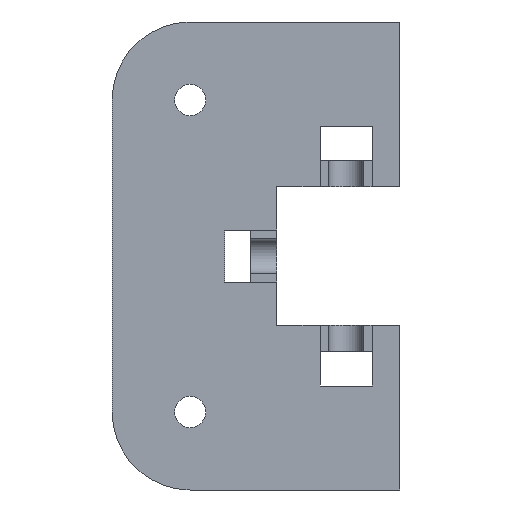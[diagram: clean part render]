
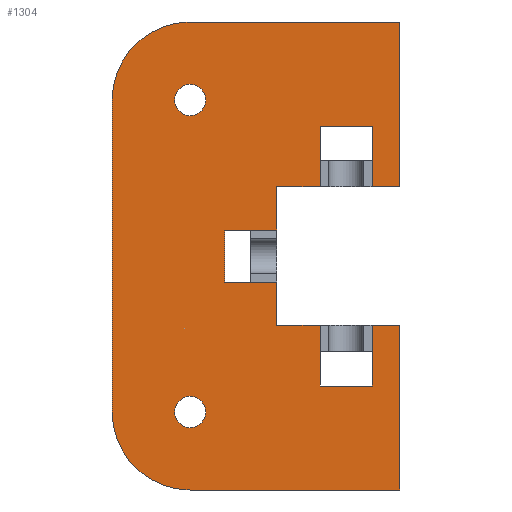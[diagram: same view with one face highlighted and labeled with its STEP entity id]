
A CAD part, front view. The second image highlights one B-rep face of the part: STEP entity #1304.
In plain terms, the highlighted planar face has unit normal (0, -1, 0).
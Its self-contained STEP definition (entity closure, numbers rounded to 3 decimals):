
#36=LINE('',#1859,#197);
#37=LINE('',#1861,#198);
#38=LINE('',#1865,#199);
#39=LINE('',#1869,#200);
#40=LINE('',#1871,#201);
#41=LINE('',#1873,#202);
#42=LINE('',#1875,#203);
#43=LINE('',#1877,#204);
#44=LINE('',#1879,#205);
#45=LINE('',#1881,#206);
#46=LINE('',#1883,#207);
#47=LINE('',#1885,#208);
#48=LINE('',#1887,#209);
#49=LINE('',#1889,#210);
#50=LINE('',#1891,#211);
#51=LINE('',#1893,#212);
#52=LINE('',#1895,#213);
#53=LINE('',#1897,#214);
#54=LINE('',#1899,#215);
#55=LINE('',#1900,#216);
#197=VECTOR('',#1492,47.5);
#198=VECTOR('',#1493,60.5);
#199=VECTOR('',#1496,90.);
#200=VECTOR('',#1499,60.5);
#201=VECTOR('',#1500,47.5);
#202=VECTOR('',#1501,8.);
#203=VECTOR('',#1502,17.5);
#204=VECTOR('',#1503,15.);
#205=VECTOR('',#1504,17.5);
#206=VECTOR('',#1505,12.5);
#207=VECTOR('',#1506,12.5);
#208=VECTOR('',#1507,15.);
#209=VECTOR('',#1508,15.);
#210=VECTOR('',#1509,15.);
#211=VECTOR('',#1510,12.5);
#212=VECTOR('',#1511,12.5);
#213=VECTOR('',#1512,17.5);
#214=VECTOR('',#1513,15.);
#215=VECTOR('',#1514,17.5);
#216=VECTOR('',#1515,8.);
#358=PLANE('',#1379);
#411=FACE_BOUND('',#489,.T.);
#412=FACE_BOUND('',#490,.T.);
#417=FACE_OUTER_BOUND('',#488,.T.);
#488=EDGE_LOOP('',(#898,#899,#900,#901,#902,#903,#904,#905,#906,#907,#908,
#909,#910,#911,#912,#913,#914,#915,#916,#917,#918,#919));
#489=EDGE_LOOP('',(#920));
#490=EDGE_LOOP('',(#921));
#560=CIRCLE('',#1375,4.5);
#562=CIRCLE('',#1378,4.5);
#563=CIRCLE('',#1380,22.5);
#564=CIRCLE('',#1381,22.5);
#576=VERTEX_POINT('',#1849);
#578=VERTEX_POINT('',#1854);
#579=VERTEX_POINT('',#1857);
#580=VERTEX_POINT('',#1858);
#581=VERTEX_POINT('',#1860);
#582=VERTEX_POINT('',#1862);
#583=VERTEX_POINT('',#1864);
#584=VERTEX_POINT('',#1866);
#585=VERTEX_POINT('',#1868);
#586=VERTEX_POINT('',#1870);
#587=VERTEX_POINT('',#1872);
#588=VERTEX_POINT('',#1874);
#589=VERTEX_POINT('',#1876);
#590=VERTEX_POINT('',#1878);
#591=VERTEX_POINT('',#1880);
#592=VERTEX_POINT('',#1882);
#593=VERTEX_POINT('',#1884);
#594=VERTEX_POINT('',#1886);
#595=VERTEX_POINT('',#1888);
#596=VERTEX_POINT('',#1890);
#597=VERTEX_POINT('',#1892);
#598=VERTEX_POINT('',#1894);
#599=VERTEX_POINT('',#1896);
#600=VERTEX_POINT('',#1898);
#700=EDGE_CURVE('',#576,#576,#560,.T.);
#702=EDGE_CURVE('',#578,#578,#562,.T.);
#703=EDGE_CURVE('',#579,#580,#36,.T.);
#704=EDGE_CURVE('',#581,#579,#37,.T.);
#705=EDGE_CURVE('',#581,#582,#563,.T.);
#706=EDGE_CURVE('',#583,#582,#38,.T.);
#707=EDGE_CURVE('',#583,#584,#564,.T.);
#708=EDGE_CURVE('',#585,#584,#39,.T.);
#709=EDGE_CURVE('',#586,#585,#40,.T.);
#710=EDGE_CURVE('',#586,#587,#41,.T.);
#711=EDGE_CURVE('',#588,#587,#42,.T.);
#712=EDGE_CURVE('',#589,#588,#43,.T.);
#713=EDGE_CURVE('',#590,#589,#44,.T.);
#714=EDGE_CURVE('',#590,#591,#45,.T.);
#715=EDGE_CURVE('',#591,#592,#46,.T.);
#716=EDGE_CURVE('',#593,#592,#47,.T.);
#717=EDGE_CURVE('',#594,#593,#48,.T.);
#718=EDGE_CURVE('',#595,#594,#49,.T.);
#719=EDGE_CURVE('',#595,#596,#50,.T.);
#720=EDGE_CURVE('',#596,#597,#51,.T.);
#721=EDGE_CURVE('',#597,#598,#52,.T.);
#722=EDGE_CURVE('',#598,#599,#53,.T.);
#723=EDGE_CURVE('',#599,#600,#54,.T.);
#724=EDGE_CURVE('',#600,#580,#55,.T.);
#898=ORIENTED_EDGE('',*,*,#703,.F.);
#899=ORIENTED_EDGE('',*,*,#704,.F.);
#900=ORIENTED_EDGE('',*,*,#705,.T.);
#901=ORIENTED_EDGE('',*,*,#706,.F.);
#902=ORIENTED_EDGE('',*,*,#707,.T.);
#903=ORIENTED_EDGE('',*,*,#708,.F.);
#904=ORIENTED_EDGE('',*,*,#709,.F.);
#905=ORIENTED_EDGE('',*,*,#710,.T.);
#906=ORIENTED_EDGE('',*,*,#711,.F.);
#907=ORIENTED_EDGE('',*,*,#712,.F.);
#908=ORIENTED_EDGE('',*,*,#713,.F.);
#909=ORIENTED_EDGE('',*,*,#714,.T.);
#910=ORIENTED_EDGE('',*,*,#715,.T.);
#911=ORIENTED_EDGE('',*,*,#716,.F.);
#912=ORIENTED_EDGE('',*,*,#717,.F.);
#913=ORIENTED_EDGE('',*,*,#718,.F.);
#914=ORIENTED_EDGE('',*,*,#719,.T.);
#915=ORIENTED_EDGE('',*,*,#720,.T.);
#916=ORIENTED_EDGE('',*,*,#721,.T.);
#917=ORIENTED_EDGE('',*,*,#722,.T.);
#918=ORIENTED_EDGE('',*,*,#723,.T.);
#919=ORIENTED_EDGE('',*,*,#724,.T.);
#920=ORIENTED_EDGE('',*,*,#702,.T.);
#921=ORIENTED_EDGE('',*,*,#700,.T.);
#1304=ADVANCED_FACE('',(#417,#411,#412),#358,.T.);
#1375=AXIS2_PLACEMENT_3D('',#1850,#1482,#1483);
#1378=AXIS2_PLACEMENT_3D('',#1855,#1488,#1489);
#1379=AXIS2_PLACEMENT_3D('',#1856,#1490,#1491);
#1380=AXIS2_PLACEMENT_3D('',#1863,#1494,#1495);
#1381=AXIS2_PLACEMENT_3D('',#1867,#1497,#1498);
#1482=DIRECTION('center_axis',(0.,1.,0.));
#1483=DIRECTION('ref_axis',(0.,0.,-1.));
#1488=DIRECTION('center_axis',(0.,1.,0.));
#1489=DIRECTION('ref_axis',(0.,0.,1.));
#1490=DIRECTION('center_axis',(0.,-1.,0.));
#1491=DIRECTION('ref_axis',(0.,0.,-1.));
#1492=DIRECTION('',(0.,0.,-1.));
#1493=DIRECTION('',(1.,0.,0.));
#1494=DIRECTION('center_axis',(0.,-1.,0.));
#1495=DIRECTION('ref_axis',(0.,0.,-1.));
#1496=DIRECTION('',(0.,0.,1.));
#1497=DIRECTION('center_axis',(0.,-1.,0.));
#1498=DIRECTION('ref_axis',(0.,0.,-1.));
#1499=DIRECTION('',(-1.,0.,0.));
#1500=DIRECTION('',(0.,0.,-1.));
#1501=DIRECTION('',(-1.,0.,0.));
#1502=DIRECTION('',(0.,0.,1.));
#1503=DIRECTION('',(1.,0.,0.));
#1504=DIRECTION('',(0.,0.,-1.));
#1505=DIRECTION('',(-1.,0.,0.));
#1506=DIRECTION('',(0.,0.,1.));
#1507=DIRECTION('',(1.,0.,0.));
#1508=DIRECTION('',(0.,0.,-1.));
#1509=DIRECTION('',(-1.,0.,0.));
#1510=DIRECTION('',(0.,0.,1.));
#1511=DIRECTION('',(1.,0.,0.));
#1512=DIRECTION('',(0.,0.,1.));
#1513=DIRECTION('',(1.,0.,0.));
#1514=DIRECTION('',(0.,0.,-1.));
#1515=DIRECTION('',(1.,0.,0.));
#1849=CARTESIAN_POINT('',(-45.,0.,40.5));
#1850=CARTESIAN_POINT('Origin',(-45.,0.,45.));
#1854=CARTESIAN_POINT('',(-45.,0.,-49.5));
#1855=CARTESIAN_POINT('Origin',(-45.,0.,-45.));
#1856=CARTESIAN_POINT('Origin',(-67.5,0.,-67.5));
#1857=CARTESIAN_POINT('',(15.5,0.,67.5));
#1858=CARTESIAN_POINT('',(15.5,0.,20.));
#1859=CARTESIAN_POINT('',(15.5,0.,67.5));
#1860=CARTESIAN_POINT('',(-45.,0.,67.5));
#1861=CARTESIAN_POINT('',(-67.5,0.,67.5));
#1862=CARTESIAN_POINT('',(-67.5,0.,45.));
#1863=CARTESIAN_POINT('Origin',(-45.,0.,45.));
#1864=CARTESIAN_POINT('',(-67.5,0.,-45.));
#1865=CARTESIAN_POINT('',(-67.5,0.,67.5));
#1866=CARTESIAN_POINT('',(-45.,0.,-67.5));
#1867=CARTESIAN_POINT('Origin',(-45.,0.,-45.));
#1868=CARTESIAN_POINT('',(15.5,0.,-67.5));
#1869=CARTESIAN_POINT('',(-67.5,0.,-67.5));
#1870=CARTESIAN_POINT('',(15.5,0.,-20.));
#1871=CARTESIAN_POINT('',(15.5,0.,67.5));
#1872=CARTESIAN_POINT('',(7.5,0.,-20.));
#1873=CARTESIAN_POINT('',(-20.,0.,-20.));
#1874=CARTESIAN_POINT('',(7.5,0.,-37.5));
#1875=CARTESIAN_POINT('',(7.5,0.,-20.));
#1876=CARTESIAN_POINT('',(-7.5,0.,-37.5));
#1877=CARTESIAN_POINT('',(7.5,0.,-37.5));
#1878=CARTESIAN_POINT('',(-7.5,0.,-20.));
#1879=CARTESIAN_POINT('',(-7.5,0.,-20.));
#1880=CARTESIAN_POINT('',(-20.,0.,-20.));
#1881=CARTESIAN_POINT('',(-20.,0.,-20.));
#1882=CARTESIAN_POINT('',(-20.,0.,-7.5));
#1883=CARTESIAN_POINT('',(-20.,0.,-20.));
#1884=CARTESIAN_POINT('',(-35.,0.,-7.5));
#1885=CARTESIAN_POINT('',(-20.,0.,-7.5));
#1886=CARTESIAN_POINT('',(-35.,0.,7.5));
#1887=CARTESIAN_POINT('',(-35.,0.,-7.5));
#1888=CARTESIAN_POINT('',(-20.,0.,7.5));
#1889=CARTESIAN_POINT('',(-20.,0.,7.5));
#1890=CARTESIAN_POINT('',(-20.,0.,20.));
#1891=CARTESIAN_POINT('',(-20.,0.,-20.));
#1892=CARTESIAN_POINT('',(-7.5,0.,20.));
#1893=CARTESIAN_POINT('',(-20.,0.,20.));
#1894=CARTESIAN_POINT('',(-7.5,0.,37.5));
#1895=CARTESIAN_POINT('',(-7.5,0.,20.));
#1896=CARTESIAN_POINT('',(7.5,0.,37.5));
#1897=CARTESIAN_POINT('',(7.5,0.,37.5));
#1898=CARTESIAN_POINT('',(7.5,0.,20.));
#1899=CARTESIAN_POINT('',(7.5,0.,20.));
#1900=CARTESIAN_POINT('',(-20.,0.,20.));
